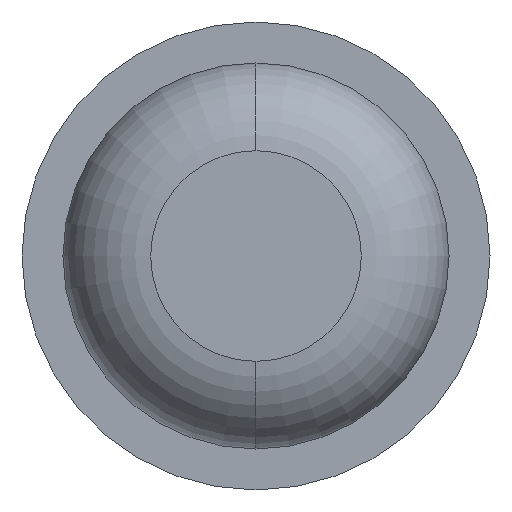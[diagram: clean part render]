
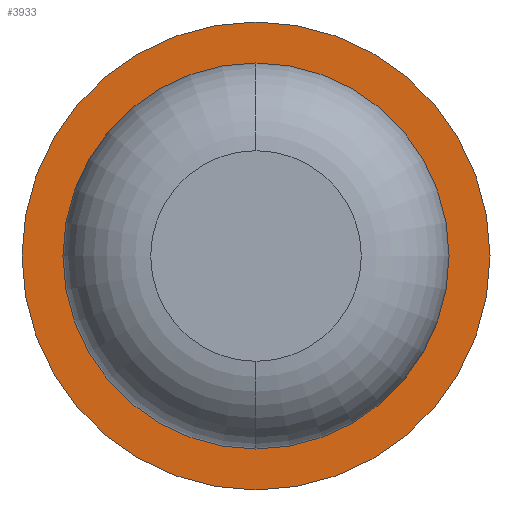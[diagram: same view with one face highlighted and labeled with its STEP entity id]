
A CAD part, front view. The second image highlights one B-rep face of the part: STEP entity #3933.
In plain terms, the highlighted planar face has unit normal (0, -1, 0).
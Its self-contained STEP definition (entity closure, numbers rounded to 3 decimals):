
#104 = DIRECTION ( 'NONE',  ( -1., 0., 0. ) ) ;
#117 = AXIS2_PLACEMENT_3D ( 'NONE', #4001, #2758, #1815 ) ;
#157 = ORIENTED_EDGE ( 'NONE', *, *, #345, .F. ) ;
#345 = EDGE_CURVE ( 'Defeature ausgef�hrt1_6+Defeature ausgef�hrt1_7+Defeature ausgef�hrt1_7+Defeature ausgef�hrt1_7', #3405, #2864, #3820, .T. ) ;
#351 = AXIS2_PLACEMENT_3D ( 'NONE', #1939, #1623, #1950 ) ;
#399 = CARTESIAN_POINT ( 'NONE',  ( 0.825, -10., 0. ) ) ;
#746 = EDGE_CURVE ( 'Defeature ausgef�hrt1_6+Defeature ausgef�hrt1_7+Defeature ausgef�hrt1_7+Defeature ausgef�hrt1_7', #2864, #3405, #816, .T. ) ;
#816 = CIRCLE ( 'NONE', #117, 1. ) ;
#882 = EDGE_CURVE ( 'Defeature ausgef�hrt1_7+Defeature ausgef�hrt1_1+Defeature ausgef�hrt1_1+Defeature ausgef�hrt1_1', #1400, #1641, #3307, .T. ) ;
#904 = CARTESIAN_POINT ( 'NONE',  ( 0., -10., 0. ) ) ;
#994 = DIRECTION ( 'NONE',  ( -1., 0., 0. ) ) ;
#1400 = VERTEX_POINT ( 'NONE', #2757 ) ;
#1623 = DIRECTION ( 'NONE',  ( 0., 1., 0. ) ) ;
#1641 = VERTEX_POINT ( 'NONE', #3571 ) ;
#1661 = PLANE ( 'NONE',  #1709 ) ;
#1709 = AXIS2_PLACEMENT_3D ( 'NONE', #399, #2314, #104 ) ;
#1752 = ORIENTED_EDGE ( 'NONE', *, *, #882, .T. ) ;
#1815 = DIRECTION ( 'NONE',  ( -1., 0., 0. ) ) ;
#1824 = CIRCLE ( 'NONE', #351, 0.825 ) ;
#1870 = DIRECTION ( 'NONE',  ( -1., 0., 0. ) ) ;
#1939 = CARTESIAN_POINT ( 'NONE',  ( 0., -10., 0. ) ) ;
#1950 = DIRECTION ( 'NONE',  ( -1., 0., 0. ) ) ;
#1961 = ORIENTED_EDGE ( 'NONE', *, *, #746, .F. ) ;
#2209 = EDGE_LOOP ( 'NONE', ( #1961, #157 ) ) ;
#2314 = DIRECTION ( 'NONE',  ( 0., 1., 0. ) ) ;
#2541 = CARTESIAN_POINT ( 'NONE',  ( 0., -10., 0. ) ) ;
#2603 = EDGE_CURVE ( 'Defeature ausgef�hrt1_7+Defeature ausgef�hrt1_1+Defeature ausgef�hrt1_1+Defeature ausgef�hrt1_1', #1641, #1400, #1824, .T. ) ;
#2606 = FACE_OUTER_BOUND ( 'NONE', #2209, .T. ) ;
#2757 = CARTESIAN_POINT ( 'NONE',  ( 0., -10., -0.825 ) ) ;
#2758 = DIRECTION ( 'NONE',  ( 0., 1., 0. ) ) ;
#2864 = VERTEX_POINT ( 'NONE', #3394 ) ;
#2895 = DIRECTION ( 'NONE',  ( 0., 1., 0. ) ) ;
#2897 = FACE_BOUND ( 'NONE', #3097, .T. ) ;
#3097 = EDGE_LOOP ( 'NONE', ( #3738, #1752 ) ) ;
#3307 = CIRCLE ( 'NONE', #4070, 0.825 ) ;
#3394 = CARTESIAN_POINT ( 'NONE',  ( -1., -10., 0. ) ) ;
#3405 = VERTEX_POINT ( 'NONE', #3752 ) ;
#3571 = CARTESIAN_POINT ( 'NONE',  ( 0., -10., 0.825 ) ) ;
#3738 = ORIENTED_EDGE ( 'NONE', *, *, #2603, .T. ) ;
#3752 = CARTESIAN_POINT ( 'NONE',  ( 1., -10., 0. ) ) ;
#3756 = AXIS2_PLACEMENT_3D ( 'NONE', #904, #4046, #1870 ) ;
#3820 = CIRCLE ( 'NONE', #3756, 1. ) ;
#3933 = ADVANCED_FACE ( 'Defeature ausgef�hrt1_7', ( #2606, #2897 ), #1661, .F. ) ;
#4001 = CARTESIAN_POINT ( 'NONE',  ( 0., -10., 0. ) ) ;
#4046 = DIRECTION ( 'NONE',  ( 0., 1., 0. ) ) ;
#4070 = AXIS2_PLACEMENT_3D ( 'NONE', #2541, #2895, #994 ) ;
